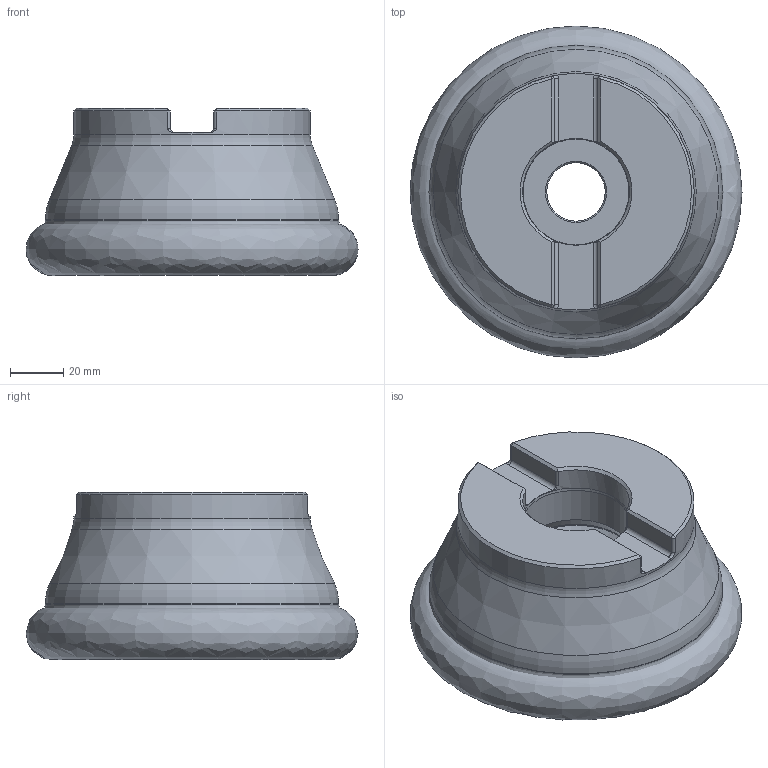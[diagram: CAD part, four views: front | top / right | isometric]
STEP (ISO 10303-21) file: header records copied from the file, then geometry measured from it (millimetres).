
FILE_DESCRIPTION(/* description */ (''),/* implementation_level */ '2;1');
FILE_NAME(/* name */ '125A06R-SMORC20-C_115008951ndi000_00_SIM.stp',/* time_stamp */ '2019-07-09T13:55:49+02:00',/* author */ (''),/* organization */ (''),/* preprocessor_version */ 'ST-DEVELOPER v16.7',/* originating_system */ 'SIEMENS PLM Software NX 12.0',/* authorisation */ '');
FILE_SCHEMA (('AUTOMOTIVE_DESIGN { 1 0 10303 214 3 1 1 1 }'));
Length unit declared in the file: millimetre
Products named in the file (1): hm1525ECE5A8d97t
Bounding box: 125 x 125 x 63 mm (x, y, z)
Volume: 498372.7 mm3; surface area: 63944.7 mm2
Topology: 2 solids, 2 shells, 68 faces, 169 edges, 100 vertices
Faces by surface type: cylinder 20, torus 17, plane 15, cone 15, revolution 1
Full cylindrical faces by diameter (mm): 22 x1, 36.1 x1, 40.008 x1, 40.2 x1, 89 x1, 110.4 x1
Entity records: 2111 total; most frequent: CARTESIAN_POINT 624, DIRECTION 313, ORIENTED_EDGE 268, AXIS2_PLACEMENT_3D 138, EDGE_CURVE 134, VERTEX_POINT 93, EDGE_LOOP 92, ADVANCED_FACE 68
